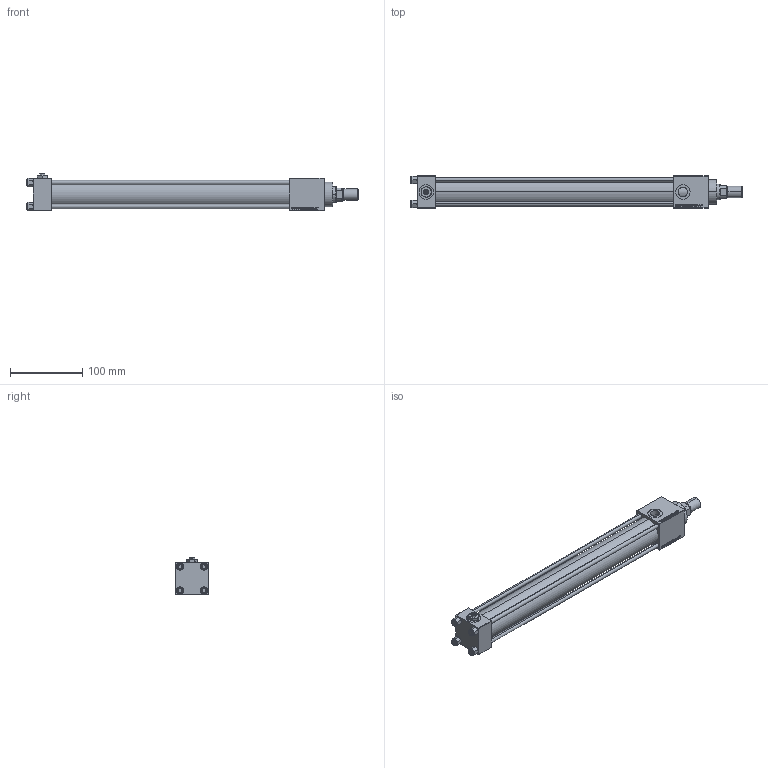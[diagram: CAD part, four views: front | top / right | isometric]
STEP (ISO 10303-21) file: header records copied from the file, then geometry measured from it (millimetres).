
FILE_DESCRIPTION (( 'STEP AP203' ), '1' );
FILE_NAME ('13ed.STEP', '2022-04-15T01:32:02', ( '' ), ( '' ), 'SwSTEP 2.0', 'SolidWorks 2019', '' );
FILE_SCHEMA (( 'CONFIG_CONTROL_DESIGN' ));
Length unit declared in the file: millimetre
Products named in the file (8): NUT_M5_C eea087a94fab23a36d34246a40509294; Zatka_pro_OIL_PORT eea087a94fab23a36d34246a40509294; V215CR_C_TYCINKA eea087a94fab23a36d34246a40509294; 13ed; V215_VC_A eea087a94fab23a36d34246a40509294; V215CR_C_Body eea087a94fab23a36d34246a40509294; ROD_END_AH eea087a94fab23a36d34246a40509294; V215CR_VCP_C eea087a94fab23a36d34246a40509294
Assembly tree (13 placements, depth 2):
  13ed
    V215CR_C_Body eea087a94fab23a36d34246a40509294
    V215CR_VCP_C eea087a94fab23a36d34246a40509294
    NUT_M5_C eea087a94fab23a36d34246a40509294  x4
    V215CR_C_TYCINKA eea087a94fab23a36d34246a40509294  x4
    V215_VC_A eea087a94fab23a36d34246a40509294
    ROD_END_AH eea087a94fab23a36d34246a40509294
    Zatka_pro_OIL_PORT eea087a94fab23a36d34246a40509294
Bounding box: 460 x 45 x 52 mm (x, y, z)
Volume: 443620.7 mm3; surface area: 176228.3 mm2
Topology: 13 solids, 13 shells, 1220 faces, 3032 edges, 1959 vertices
Faces by surface type: plane 554, bspline 392, cone 162, cylinder 102, torus 10
Entity records: 52522 total; most frequent: CARTESIAN_POINT 27682, ORIENTED_EDGE 5556, DIRECTION 3616, EDGE_CURVE 2778, VERTEX_POINT 1815, VECTOR 1646, LINE 1646, EDGE_LOOP 1235
